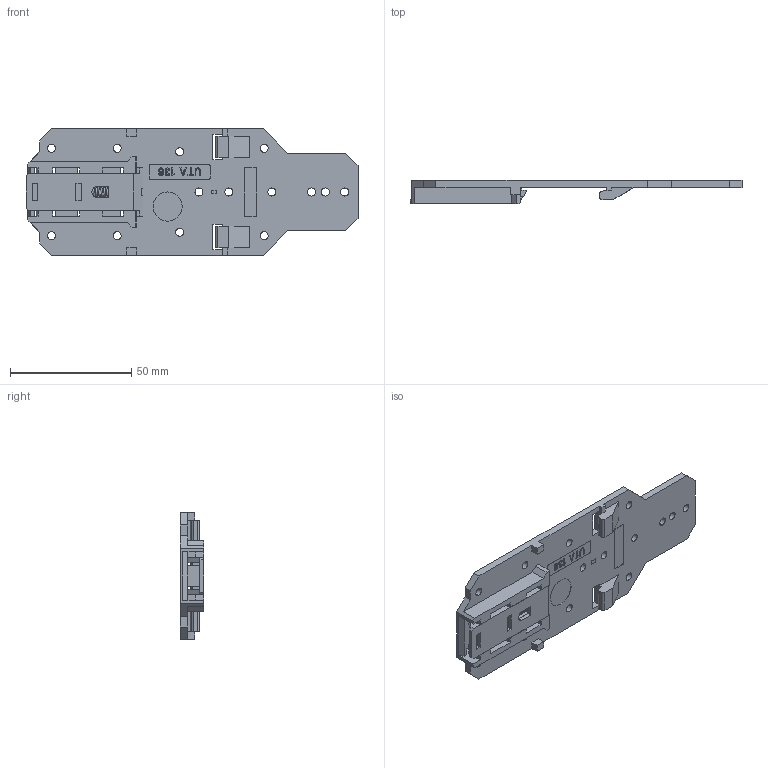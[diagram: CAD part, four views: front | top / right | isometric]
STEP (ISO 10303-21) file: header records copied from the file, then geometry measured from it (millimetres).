
FILE_DESCRIPTION(('Creo Elements/Direct Modeling STEP Export'),'2;1');
FILE_NAME('model.stp','2020-10-19T12:19:52',(''),(''),'Creo Elements/Direct Modeling STEP processor for AP214 (Solid Model)','Creo Elements/Direct Modeling 20.1A 29-Sep-2018 (C) Parametric Technology GmbH','');
FILE_SCHEMA(('AUTOMOTIVE_DESIGN { 1 0 10303 214 1 1 1 1 }'));
Length unit declared in the file: millimetre
Products named in the file (4): UTA_136_PLATTE_H.Select__00426004; VAL-M_FEDER_0.5MM_vorgespannt__TECDOC_00757586-01; UTA_FUSSRIEGEL-48_H.Select__00425654; UTA_136__Tecdoc
Assembly tree (3 placements, depth 2):
  UTA_136__Tecdoc
    UTA_FUSSRIEGEL-48_H.Select__00425654
    VAL-M_FEDER_0.5MM_vorgespannt__TECDOC_00757586-01
    UTA_136_PLATTE_H.Select__00426004
Bounding box: 136.65 x 9.6 x 52 mm (x, y, z)
Volume: 22969.2 mm3; surface area: 19209.8 mm2
Topology: 3 solids, 3 shells, 507 faces, 1464 edges, 969 vertices
Faces by surface type: plane 422, cylinder 47, cone 32, bspline 6
Entity records: 18955 total; most frequent: CARTESIAN_POINT 5687, ORIENTED_EDGE 2928, DIRECTION 2405, EDGE_CURVE 1464, VECTOR 1287, LINE 1287, VERTEX_POINT 969, EDGE_LOOP 569
